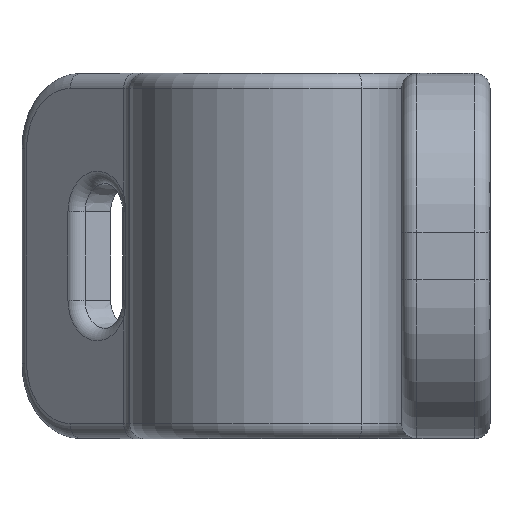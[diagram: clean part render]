
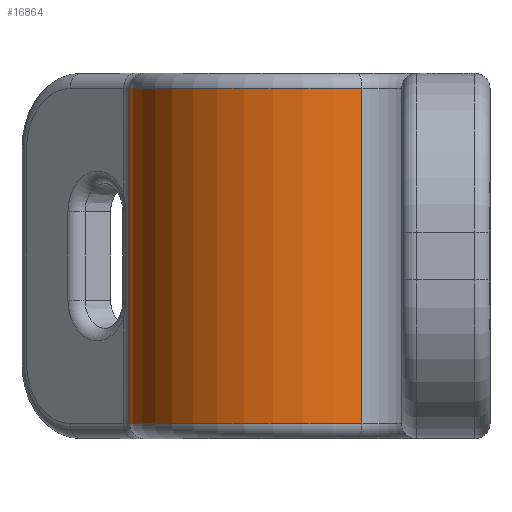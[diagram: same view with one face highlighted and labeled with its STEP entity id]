
A CAD part, left-side view. The second image highlights one B-rep face of the part: STEP entity #16864.
In plain terms, the highlighted cylindrical face has radius 7.15 mm (diameter 14.3 mm), a partial arc.
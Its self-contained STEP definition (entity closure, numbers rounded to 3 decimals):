
#241=CARTESIAN_POINT('',(0.,0.,-6.65));
#242=DIRECTION('',(0.,0.,-1.));
#243=DIRECTION('',(-0.957,-0.29,0.));
#244=AXIS2_PLACEMENT_3D('',#241,#242,#243);
#2337=DIRECTION('',(0.,0.,1.));
#2338=VECTOR('',#2337,13.3);
#2339=CARTESIAN_POINT('',(-6.844,-2.071,-6.65));
#2340=LINE('',#2339,#2338);
#2345=DIRECTION('',(0.,0.,1.));
#2346=VECTOR('',#2345,13.3);
#2347=CARTESIAN_POINT('',(0.934,7.089,-6.65));
#2348=LINE('',#2347,#2346);
#2570=CARTESIAN_POINT('',(0.,0.,6.65));
#2571=DIRECTION('',(0.,0.,1.));
#2572=DIRECTION('',(0.131,0.991,0.));
#2573=AXIS2_PLACEMENT_3D('',#2570,#2571,#2572);
#12006=CARTESIAN_POINT('',(-6.844,-2.071,-6.65));
#12007=CARTESIAN_POINT('',(-6.844,-2.071,6.65));
#12008=VERTEX_POINT('',#12006);
#12009=VERTEX_POINT('',#12007);
#12014=CARTESIAN_POINT('',(0.934,7.089,-6.65));
#12015=CARTESIAN_POINT('',(0.934,7.089,6.65));
#12016=VERTEX_POINT('',#12014);
#12017=VERTEX_POINT('',#12015);
#16851=CARTESIAN_POINT('',(0.,0.,-7.25));
#16852=DIRECTION('',(0.,0.,1.));
#16853=DIRECTION('',(1.,0.,0.));
#16854=AXIS2_PLACEMENT_3D('',#16851,#16852,#16853);
#16855=CYLINDRICAL_SURFACE('',#16854,7.15);
#16856=ORIENTED_EDGE('',*,*,#16843,.F.);
#16857=ORIENTED_EDGE('',*,*,#14422,.T.);
#16859=ORIENTED_EDGE('',*,*,#16858,.T.);
#16861=ORIENTED_EDGE('',*,*,#16860,.T.);
#16862=EDGE_LOOP('',(#16856,#16857,#16859,#16861));
#16863=FACE_OUTER_BOUND('',#16862,.F.);
#16864=ADVANCED_FACE('',(#16863),#16855,.T.);
#245=CIRCLE('',#244,7.15);
#2574=CIRCLE('',#2573,7.15);
#14422=EDGE_CURVE('',#12008,#12016,#245,.T.);
#16843=EDGE_CURVE('',#12008,#12009,#2340,.T.);
#16858=EDGE_CURVE('',#12016,#12017,#2348,.T.);
#16860=EDGE_CURVE('',#12017,#12009,#2574,.T.);
